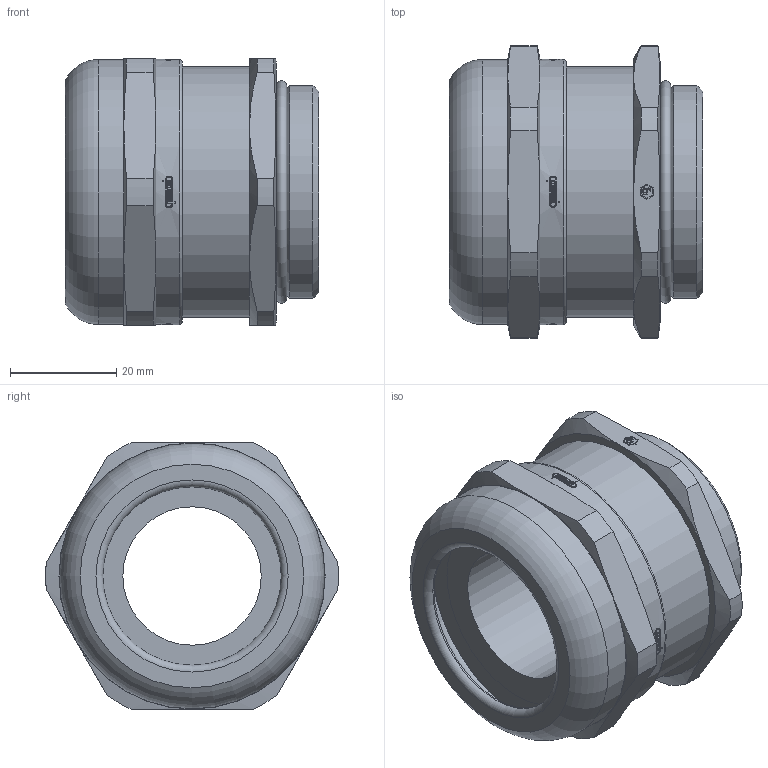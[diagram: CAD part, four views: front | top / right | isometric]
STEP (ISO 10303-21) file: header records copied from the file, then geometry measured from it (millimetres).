
FILE_DESCRIPTION(/* description */ ('HSK-M-EMV-Ex Metr.-HSK-EMV-Ex-e Cable Glands'),/* implementation_level */ '2;1');
FILE_NAME(/* name */ 'HU1616400051.stp',/* time_stamp */ '2021-10-20T14:36:49+02:00',/* author */ ('sl'),/* organization */ ('HUMMEL'),/* preprocessor_version */ 'ST-DEVELOPER v16.5',/* originating_system */ 'Autodesk Inventor 2017',/* authorisation */ '');
FILE_SCHEMA (('AUTOMOTIVE_DESIGN { 1 0 10303 214 3 1 1 }'));
Length unit declared in the file: millimetre
Products named in the file (6): HU1616400051; HSK-M-EMV-Ex 1.616.4000.51-Gland; HSK-M-EMV-Ex 1.616.4000.51-Nut; HSK-M-EMV-Ex 1.616.4000.51-Clamping insert; HSK-M-EMV-Ex 1.616.4000.51-Sealing insert; HSK-M-EMV-Ex 1.616.4000.51-O-Ring
Assembly tree (5 placements, depth 2):
  HU1616400051
    HSK-M-EMV-Ex 1.616.4000.51-Gland
    HSK-M-EMV-Ex 1.616.4000.51-Nut
    HSK-M-EMV-Ex 1.616.4000.51-Clamping insert
    HSK-M-EMV-Ex 1.616.4000.51-Sealing insert
    HSK-M-EMV-Ex 1.616.4000.51-O-Ring
Bounding box: 47.6 x 54.99 x 50 mm (x, y, z)
Volume: 47473.1 mm3; surface area: 33996.7 mm2
Topology: 5 solids, 5 shells, 456 faces, 1198 edges, 788 vertices
Faces by surface type: plane 344, cylinder 80, cone 26, torus 6
Full cylindrical faces by diameter (mm): 26 x1, 33.2 x1, 33.5 x1, 35.4 x2, 37 x2, 37.8 x1, 40 x1, 42.6 x2, 44.1 x2, 45.48 x1, 46.24 x1, 47 x1, 49.8 x2
Entity records: 14595 total; most frequent: CARTESIAN_POINT 3091, DIRECTION 2431, ORIENTED_EDGE 2326, EDGE_CURVE 1163, AXIS2_PLACEMENT_3D 875, VERTEX_POINT 785, LINE 681, VECTOR 681
